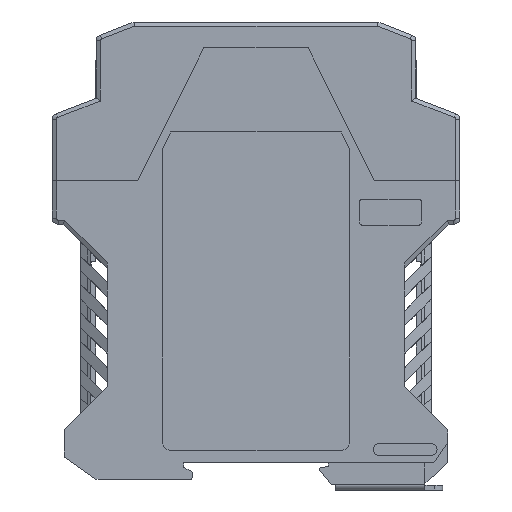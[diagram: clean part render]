
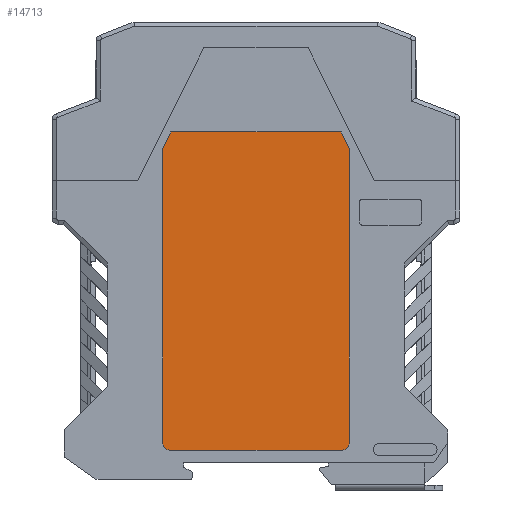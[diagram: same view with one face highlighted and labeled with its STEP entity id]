
A CAD part, left-side view. The second image highlights one B-rep face of the part: STEP entity #14713.
In plain terms, the highlighted face is planar.
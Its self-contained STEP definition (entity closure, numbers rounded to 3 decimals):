
#6969=DIRECTION('',(0.,-1.,0.));
#6970=VECTOR('',#6969,71.3);
#6971=CARTESIAN_POINT('',(-22.65,84.3,-11.1));
#6972=LINE('',#6971,#6970);
#6990=DIRECTION('',(1.,0.,0.));
#6991=VECTOR('',#6990,41.3);
#6992=CARTESIAN_POINT('',(-20.65,11.,-11.1));
#6993=LINE('',#6992,#6991);
#7018=DIRECTION('',(0.,1.,0.));
#7019=VECTOR('',#7018,71.3);
#7020=CARTESIAN_POINT('',(22.65,13.,-11.1));
#7021=LINE('',#7020,#7019);
#7039=DIRECTION('',(-1.,0.,0.));
#7040=VECTOR('',#7039,41.3);
#7041=CARTESIAN_POINT('',(20.65,88.3,-11.1));
#7042=LINE('',#7041,#7040);
#7053=DIRECTION('',(0.447,0.894,0.));
#7054=VECTOR('',#7053,4.472);
#7055=CARTESIAN_POINT('',(-22.65,84.3,-11.1));
#7056=LINE('',#7055,#7054);
#7060=CARTESIAN_POINT('',(-20.65,13.,-11.1));
#7061=DIRECTION('',(0.,0.,-1.));
#7062=DIRECTION('',(0.,-1.,0.));
#7063=AXIS2_PLACEMENT_3D('',#7060,#7061,#7062);
#7068=CARTESIAN_POINT('',(20.65,13.,-11.1));
#7069=DIRECTION('',(0.,0.,-1.));
#7070=DIRECTION('',(1.,0.,0.));
#7071=AXIS2_PLACEMENT_3D('',#7068,#7069,#7070);
#7076=DIRECTION('',(0.447,-0.894,0.));
#7077=VECTOR('',#7076,4.472);
#7078=CARTESIAN_POINT('',(20.65,88.3,-11.1));
#7079=LINE('',#7078,#7077);
#8522=CARTESIAN_POINT('',(-22.65,84.3,-11.1));
#8523=VERTEX_POINT('',#8522);
#8524=CARTESIAN_POINT('',(-20.65,88.3,-11.1));
#8525=VERTEX_POINT('',#8524);
#8526=CARTESIAN_POINT('',(-22.65,13.,-11.1));
#8527=VERTEX_POINT('',#8526);
#8528=CARTESIAN_POINT('',(20.65,88.3,-11.1));
#8529=VERTEX_POINT('',#8528);
#8530=CARTESIAN_POINT('',(22.65,84.3,-11.1));
#8531=VERTEX_POINT('',#8530);
#8532=CARTESIAN_POINT('',(22.65,13.,-11.1));
#8533=VERTEX_POINT('',#8532);
#8534=CARTESIAN_POINT('',(20.65,11.,-11.1));
#8535=VERTEX_POINT('',#8534);
#8536=CARTESIAN_POINT('',(-20.65,11.,-11.1));
#8537=VERTEX_POINT('',#8536);
#14698=CARTESIAN_POINT('',(-34.89,74.275,-11.1));
#14699=DIRECTION('',(0.,0.,-1.));
#14700=DIRECTION('',(1.,0.,0.));
#14701=AXIS2_PLACEMENT_3D('',#14698,#14699,#14700);
#14702=PLANE('',#14701);
#14703=ORIENTED_EDGE('',*,*,#14664,.T.);
#14704=ORIENTED_EDGE('',*,*,#14684,.F.);
#14705=ORIENTED_EDGE('',*,*,#14537,.T.);
#14706=ORIENTED_EDGE('',*,*,#14561,.F.);
#14707=ORIENTED_EDGE('',*,*,#14580,.T.);
#14708=ORIENTED_EDGE('',*,*,#14603,.F.);
#14709=ORIENTED_EDGE('',*,*,#14622,.T.);
#14710=ORIENTED_EDGE('',*,*,#14643,.F.);
#14711=EDGE_LOOP('',(#14703,#14704,#14705,#14706,#14707,#14708,#14709,#14710));
#14712=FACE_OUTER_BOUND('',#14711,.F.);
#14713=ADVANCED_FACE('',(#14712),#14702,.T.);
#7064=CIRCLE('',#7063,2.);
#7072=CIRCLE('',#7071,2.);
#14537=EDGE_CURVE('',#8523,#8527,#6972,.T.);
#14561=EDGE_CURVE('',#8537,#8527,#7064,.T.);
#14580=EDGE_CURVE('',#8537,#8535,#6993,.T.);
#14603=EDGE_CURVE('',#8533,#8535,#7072,.T.);
#14622=EDGE_CURVE('',#8533,#8531,#7021,.T.);
#14643=EDGE_CURVE('',#8529,#8531,#7079,.T.);
#14664=EDGE_CURVE('',#8529,#8525,#7042,.T.);
#14684=EDGE_CURVE('',#8523,#8525,#7056,.T.);
